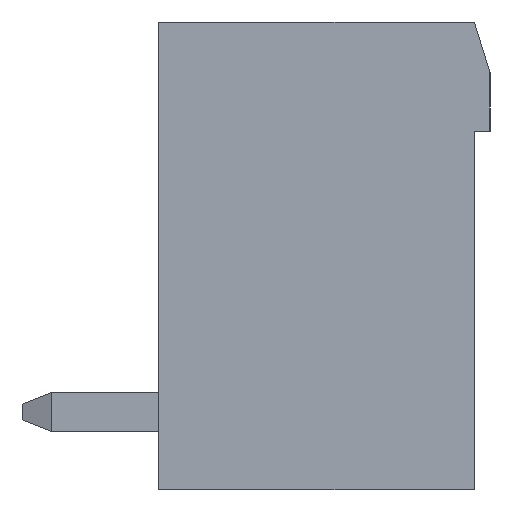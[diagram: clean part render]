
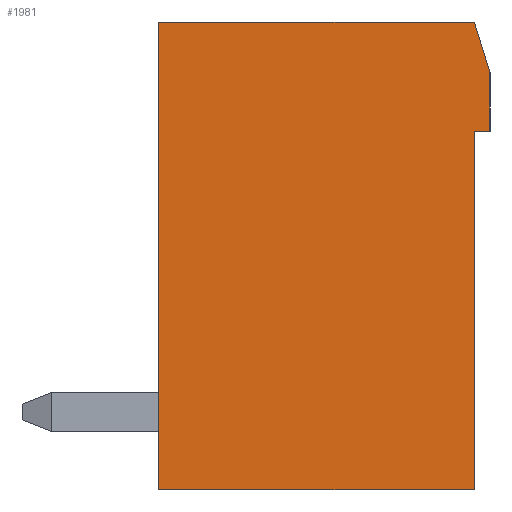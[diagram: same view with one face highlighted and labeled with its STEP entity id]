
A CAD part, left-side view. The second image highlights one B-rep face of the part: STEP entity #1981.
In plain terms, the highlighted planar face has unit normal (-1, 0, 0).
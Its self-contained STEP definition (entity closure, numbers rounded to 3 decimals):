
#1981 = ADVANCED_FACE( '', ( #4052 ), #4053, .T. );
#4052 = FACE_OUTER_BOUND( '', #6228, .T. );
#4053 = PLANE( '', #6229 );
#6228 = EDGE_LOOP( '', ( #11672, #11673, #11674, #11675, #11676, #11677, #11678 ) );
#6229 = AXIS2_PLACEMENT_3D( '', #11679, #11680, #11681 );
#11672 = ORIENTED_EDGE( '', *, *, #15788, .T. );
#11673 = ORIENTED_EDGE( '', *, *, #15800, .T. );
#11674 = ORIENTED_EDGE( '', *, *, #15801, .T. );
#11675 = ORIENTED_EDGE( '', *, *, #15503, .T. );
#11676 = ORIENTED_EDGE( '', *, *, #15765, .T. );
#11677 = ORIENTED_EDGE( '', *, *, #15802, .T. );
#11678 = ORIENTED_EDGE( '', *, *, #13755, .T. );
#11679 = CARTESIAN_POINT( '', ( -51.8, 0., 0. ) );
#11680 = DIRECTION( '', ( -1., 0., 0. ) );
#11681 = DIRECTION( '', ( 0., 0., 1. ) );
#13755 = EDGE_CURVE( '', #16644, #16645, #16646, .T. );
#15503 = EDGE_CURVE( '', #19367, #19365, #19368, .T. );
#15765 = EDGE_CURVE( '', #19365, #19695, #19696, .T. );
#15788 = EDGE_CURVE( '', #16645, #19723, #19725, .T. );
#15800 = EDGE_CURVE( '', #19723, #19741, #19742, .T. );
#15801 = EDGE_CURVE( '', #19741, #19367, #19743, .T. );
#15802 = EDGE_CURVE( '', #19695, #16644, #19744, .T. );
#16644 = VERTEX_POINT( '', #20840 );
#16645 = VERTEX_POINT( '', #20841 );
#16646 = LINE( '', #20842, #20843 );
#19365 = VERTEX_POINT( '', #24847 );
#19367 = VERTEX_POINT( '', #24850 );
#19368 = LINE( '', #24851, #24852 );
#19695 = VERTEX_POINT( '', #25330 );
#19696 = LINE( '', #25331, #25332 );
#19723 = VERTEX_POINT( '', #25373 );
#19725 = LINE( '', #25376, #25377 );
#19741 = VERTEX_POINT( '', #25400 );
#19742 = LINE( '', #25401, #25402 );
#19743 = LINE( '', #25403, #25404 );
#19744 = LINE( '', #25405, #25406 );
#20840 = CARTESIAN_POINT( '', ( -51.8, -4.45, 3.2 ) );
#20841 = CARTESIAN_POINT( '', ( -51.8, -4.45, 4.7 ) );
#20842 = CARTESIAN_POINT( '', ( -51.8, -4.45, 3.2 ) );
#20843 = VECTOR( '', #26137, 1000. );
#24847 = CARTESIAN_POINT( '', ( -51.8, -4.05, -6. ) );
#24850 = CARTESIAN_POINT( '', ( -51.8, 4.05, -6. ) );
#24851 = CARTESIAN_POINT( '', ( -51.8, 4.05, -6. ) );
#24852 = VECTOR( '', #27718, 1000. );
#25330 = CARTESIAN_POINT( '', ( -51.8, -4.05, 3.2 ) );
#25331 = CARTESIAN_POINT( '', ( -51.8, -4.05, -6. ) );
#25332 = VECTOR( '', #27918, 1000. );
#25373 = CARTESIAN_POINT( '', ( -51.8, -4.05, 6. ) );
#25376 = CARTESIAN_POINT( '', ( -51.8, -4.45, 4.7 ) );
#25377 = VECTOR( '', #27937, 1000. );
#25400 = CARTESIAN_POINT( '', ( -51.8, 4.05, 6. ) );
#25401 = CARTESIAN_POINT( '', ( -51.8, -4.05, 6. ) );
#25402 = VECTOR( '', #27948, 1000. );
#25403 = CARTESIAN_POINT( '', ( -51.8, 4.05, 6. ) );
#25404 = VECTOR( '', #27949, 1000. );
#25405 = CARTESIAN_POINT( '', ( -51.8, -4.05, 3.2 ) );
#25406 = VECTOR( '', #27950, 1000. );
#26137 = DIRECTION( '', ( 0., 0., 1. ) );
#27718 = DIRECTION( '', ( 0., -1., 0. ) );
#27918 = DIRECTION( '', ( 0., 0., 1. ) );
#27937 = DIRECTION( '', ( 0., 0.294, 0.956 ) );
#27948 = DIRECTION( '', ( 0., 1., 0. ) );
#27949 = DIRECTION( '', ( 0., 0., -1. ) );
#27950 = DIRECTION( '', ( 0., -1., 0. ) );
